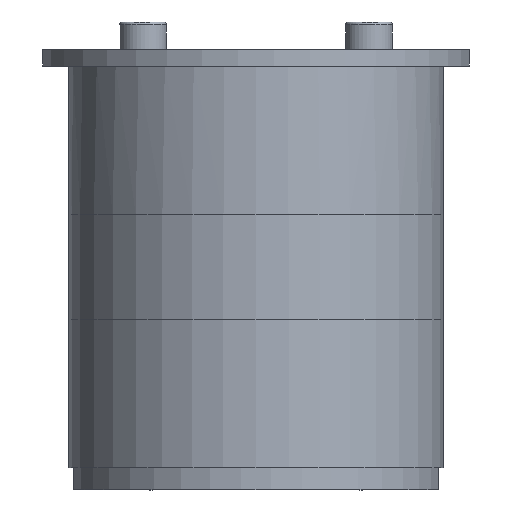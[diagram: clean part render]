
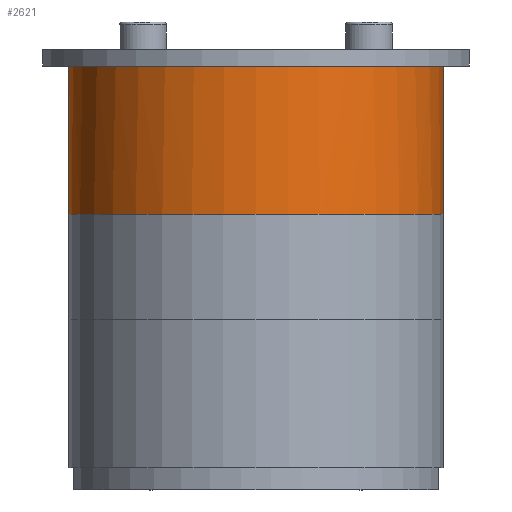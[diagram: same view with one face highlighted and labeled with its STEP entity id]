
A CAD part, front view. The second image highlights one B-rep face of the part: STEP entity #2621.
In plain terms, the highlighted cylindrical face has radius 34 mm (diameter 68 mm), a partial arc.
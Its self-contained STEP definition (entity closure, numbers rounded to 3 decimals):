
#132=LINE('',#4226,#306);
#133=LINE('',#4230,#307);
#306=VECTOR('',#3357,10.);
#307=VECTOR('',#3362,10.);
#424=CYLINDRICAL_SURFACE('',#2851,34.);
#506=FACE_OUTER_BOUND('',#662,.T.);
#662=EDGE_LOOP('',(#1806,#1807,#1808,#1809,#1810,#1811));
#783=CIRCLE('',#2759,34.);
#808=CIRCLE('',#2809,34.);
#832=CIRCLE('',#2852,34.);
#833=CIRCLE('',#2853,34.);
#962=VERTEX_POINT('',#3940);
#963=VERTEX_POINT('',#3942);
#1014=VERTEX_POINT('',#4115);
#1017=VERTEX_POINT('',#4123);
#1048=VERTEX_POINT('',#4225);
#1049=VERTEX_POINT('',#4228);
#1200=EDGE_CURVE('',#963,#962,#783,.T.);
#1274=EDGE_CURVE('',#1017,#1014,#808,.T.);
#1326=EDGE_CURVE('',#1048,#962,#132,.T.);
#1327=EDGE_CURVE('',#1048,#1017,#832,.T.);
#1328=EDGE_CURVE('',#1014,#1049,#833,.T.);
#1329=EDGE_CURVE('',#963,#1049,#133,.T.);
#1806=ORIENTED_EDGE('',*,*,#1200,.T.);
#1807=ORIENTED_EDGE('',*,*,#1326,.F.);
#1808=ORIENTED_EDGE('',*,*,#1327,.T.);
#1809=ORIENTED_EDGE('',*,*,#1274,.T.);
#1810=ORIENTED_EDGE('',*,*,#1328,.T.);
#1811=ORIENTED_EDGE('',*,*,#1329,.F.);
#2621=ADVANCED_FACE('',(#506),#424,.T.);
#2759=AXIS2_PLACEMENT_3D('',#3943,#3108,#3109);
#2809=AXIS2_PLACEMENT_3D('',#4124,#3243,#3244);
#2851=AXIS2_PLACEMENT_3D('',#4224,#3355,#3356);
#2852=AXIS2_PLACEMENT_3D('',#4227,#3358,#3359);
#2853=AXIS2_PLACEMENT_3D('',#4229,#3360,#3361);
#3108=DIRECTION('center_axis',(0.,0.,
1.));
#3109=DIRECTION('ref_axis',(-1.,0.015,0.));
#3243=DIRECTION('center_axis',(0.,0.,-1.));
#3244=DIRECTION('ref_axis',(-1.,0.015,0.));
#3355=DIRECTION('center_axis',(0.,0.,1.));
#3356=DIRECTION('ref_axis',(0.,-1.,0.));
#3357=DIRECTION('',(0.,0.,-1.));
#3358=DIRECTION('center_axis',(0.,0.,-1.));
#3359=DIRECTION('ref_axis',(-1.,0.015,0.));
#3360=DIRECTION('center_axis',(0.,0.,-1.));
#3361=DIRECTION('ref_axis',(-1.,0.015,0.));
#3362=DIRECTION('',(0.,0.,1.));
#3940=CARTESIAN_POINT('',(34.,0.,-26.95));
#3942=CARTESIAN_POINT('',(-34.,0.,-26.95));
#3943=CARTESIAN_POINT('Origin',(0.,0.,
-26.95));
#4115=CARTESIAN_POINT('',(-33.967,-1.5,0.));
#4123=CARTESIAN_POINT('',(33.967,-1.5,0.));
#4124=CARTESIAN_POINT('Origin',(0.,0.,
0.));
#4224=CARTESIAN_POINT('Origin',(0.,0.,
-36.5));
#4225=CARTESIAN_POINT('',(34.,0.,0.));
#4226=CARTESIAN_POINT('',(34.,0.,-36.5));
#4227=CARTESIAN_POINT('Origin',(0.,0.,
0.));
#4228=CARTESIAN_POINT('',(-34.,0.,0.));
#4229=CARTESIAN_POINT('Origin',(0.,0.,
0.));
#4230=CARTESIAN_POINT('',(-34.,0.,-36.5));
